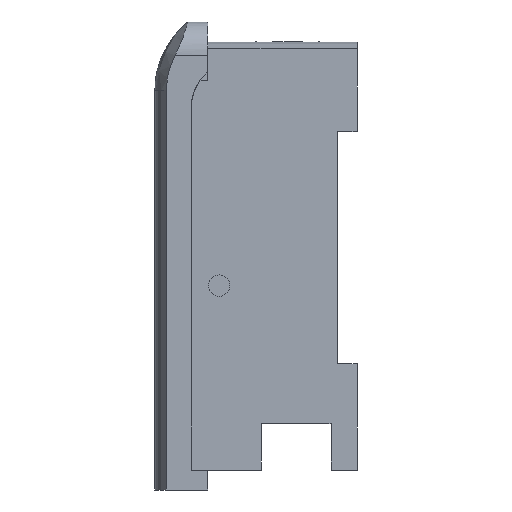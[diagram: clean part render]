
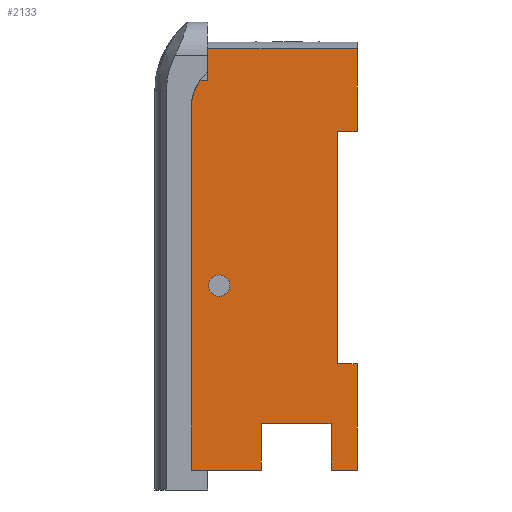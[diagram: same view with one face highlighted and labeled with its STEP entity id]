
A CAD part, left-side view. The second image highlights one B-rep face of the part: STEP entity #2133.
In plain terms, the highlighted planar face has unit normal (-1, 0, 0).
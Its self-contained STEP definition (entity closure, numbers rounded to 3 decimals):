
#28=FACE_BOUND($,#367,.T.);
#127=PLANE($,#2276);
#238=FACE_OUTER_BOUND($,#366,.T.);
#366=EDGE_LOOP($,(#1892,#1893,#1894,#1895,#1896,#1897,#1898,#1899,#1900,
#1901,#1902,#1903,#1904,#1905,#1906));
#367=EDGE_LOOP($,(#1907));
#544=LINE($,#3328,#802);
#607=LINE($,#3460,#865);
#619=LINE($,#3492,#877);
#625=LINE($,#3508,#883);
#626=LINE($,#3510,#884);
#627=LINE($,#3512,#885);
#628=LINE($,#3514,#886);
#629=LINE($,#3516,#887);
#630=LINE($,#3518,#888);
#631=LINE($,#3520,#889);
#632=LINE($,#3522,#890);
#633=LINE($,#3524,#891);
#634=LINE($,#3526,#892);
#635=LINE($,#3527,#893);
#802=VECTOR($,#2570,1.188);
#865=VECTOR($,#2703,54.638);
#877=VECTOR($,#2741,4.781);
#883=VECTOR($,#2757,10.55);
#884=VECTOR($,#2758,7.);
#885=VECTOR($,#2759,10.5);
#886=VECTOR($,#2760,7.);
#887=VECTOR($,#2761,3.95);
#888=VECTOR($,#2762,16.);
#889=VECTOR($,#2763,3.);
#890=VECTOR($,#2764,35.);
#891=VECTOR($,#2765,3.);
#892=VECTOR($,#2766,12.5);
#893=VECTOR($,#2767,22.5);
#941=CIRCLE($,#2274,7.);
#942=CIRCLE($,#2277,1.6);
#1067=VERTEX_POINT($,#3320);
#1070=VERTEX_POINT($,#3326);
#1103=VERTEX_POINT($,#3457);
#1104=VERTEX_POINT($,#3459);
#1111=VERTEX_POINT($,#3491);
#1116=VERTEX_POINT($,#3507);
#1117=VERTEX_POINT($,#3509);
#1118=VERTEX_POINT($,#3511);
#1119=VERTEX_POINT($,#3513);
#1120=VERTEX_POINT($,#3515);
#1121=VERTEX_POINT($,#3517);
#1122=VERTEX_POINT($,#3519);
#1123=VERTEX_POINT($,#3521);
#1124=VERTEX_POINT($,#3523);
#1125=VERTEX_POINT($,#3525);
#1126=VERTEX_POINT($,#3528);
#1305=EDGE_CURVE($,#1067,#1070,#544,.T.);
#1371=EDGE_CURVE($,#1103,#1104,#607,.T.);
#1384=EDGE_CURVE($,#1111,#1067,#619,.T.);
#1387=EDGE_CURVE($,#1070,#1104,#941,.T.);
#1392=EDGE_CURVE($,#1116,#1103,#625,.T.);
#1393=EDGE_CURVE($,#1116,#1117,#626,.T.);
#1394=EDGE_CURVE($,#1117,#1118,#627,.T.);
#1395=EDGE_CURVE($,#1118,#1119,#628,.T.);
#1396=EDGE_CURVE($,#1120,#1119,#629,.T.);
#1397=EDGE_CURVE($,#1121,#1120,#630,.T.);
#1398=EDGE_CURVE($,#1121,#1122,#631,.T.);
#1399=EDGE_CURVE($,#1122,#1123,#632,.T.);
#1400=EDGE_CURVE($,#1123,#1124,#633,.T.);
#1401=EDGE_CURVE($,#1125,#1124,#634,.T.);
#1402=EDGE_CURVE($,#1111,#1125,#635,.T.);
#1403=EDGE_CURVE($,#1126,#1126,#942,.T.);
#1892=ORIENTED_EDGE($,*,*,#1305,.T.);
#1893=ORIENTED_EDGE($,*,*,#1387,.T.);
#1894=ORIENTED_EDGE($,*,*,#1371,.F.);
#1895=ORIENTED_EDGE($,*,*,#1392,.F.);
#1896=ORIENTED_EDGE($,*,*,#1393,.T.);
#1897=ORIENTED_EDGE($,*,*,#1394,.T.);
#1898=ORIENTED_EDGE($,*,*,#1395,.T.);
#1899=ORIENTED_EDGE($,*,*,#1396,.F.);
#1900=ORIENTED_EDGE($,*,*,#1397,.F.);
#1901=ORIENTED_EDGE($,*,*,#1398,.T.);
#1902=ORIENTED_EDGE($,*,*,#1399,.T.);
#1903=ORIENTED_EDGE($,*,*,#1400,.T.);
#1904=ORIENTED_EDGE($,*,*,#1401,.F.);
#1905=ORIENTED_EDGE($,*,*,#1402,.F.);
#1906=ORIENTED_EDGE($,*,*,#1384,.T.);
#1907=ORIENTED_EDGE($,*,*,#1403,.F.);
#2133=ADVANCED_FACE($,(#238,#28),#127,.T.);
#2274=AXIS2_PLACEMENT_3D($,#3497,#2747,#2748);
#2276=AXIS2_PLACEMENT_3D($,#3506,#2755,#2756);
#2277=AXIS2_PLACEMENT_3D($,#3529,#2768,#2769);
#2570=DIRECTION($,(0.,1.,0.));
#2703=DIRECTION($,(0.,0.,1.));
#2741=DIRECTION($,(0.,0.,-1.));
#2747=DIRECTION('center_axis',(-1.,0.,0.));
#2748=DIRECTION('ref_axis',(0.,0.,1.));
#2755=DIRECTION('center_axis',(-1.,0.,0.));
#2756=DIRECTION('ref_axis',(0.,0.,1.));
#2757=DIRECTION($,(0.,1.,0.));
#2758=DIRECTION($,(0.,0.,1.));
#2759=DIRECTION($,(0.,-1.,0.));
#2760=DIRECTION($,(0.,0.,-1.));
#2761=DIRECTION($,(0.,1.,0.));
#2762=DIRECTION($,(0.,0.,-1.));
#2763=DIRECTION($,(0.,1.,0.));
#2764=DIRECTION($,(0.,0.,1.));
#2765=DIRECTION($,(0.,-1.,0.));
#2766=DIRECTION($,(0.,0.,-1.));
#2767=DIRECTION($,(0.,-1.,0.));
#2768=DIRECTION('center_axis',(-1.,0.,0.));
#2769=DIRECTION('ref_axis',(0.,0.,1.));
#3320=CARTESIAN_POINT('',(-5.,19.5,-5.781));
#3326=CARTESIAN_POINT('',(-5.,20.688,-5.781));
#3328=CARTESIAN_POINT($,(-5.,19.5,-5.781));
#3457=CARTESIAN_POINT('',(-5.,22.,-64.5));
#3459=CARTESIAN_POINT('',(-5.,22.,-9.862));
#3460=CARTESIAN_POINT($,(-5.,22.,-64.5));
#3491=CARTESIAN_POINT('',(-5.,19.5,-1.));
#3492=CARTESIAN_POINT($,(-5.,19.5,-1.));
#3497=CARTESIAN_POINT('Origin',(-5.,15.,-9.862));
#3506=CARTESIAN_POINT('Origin',(-5.,22.,0.));
#3507=CARTESIAN_POINT('',(-5.,11.45,-64.5));
#3508=CARTESIAN_POINT($,(-5.,11.45,-64.5));
#3509=CARTESIAN_POINT('',(-5.,11.45,-57.5));
#3510=CARTESIAN_POINT($,(-5.,11.45,-64.5));
#3511=CARTESIAN_POINT('',(-5.,0.95,-57.5));
#3512=CARTESIAN_POINT($,(-5.,11.45,-57.5));
#3513=CARTESIAN_POINT('',(-5.,0.95,-64.5));
#3514=CARTESIAN_POINT($,(-5.,0.95,-57.5));
#3515=CARTESIAN_POINT('',(-5.,-3.,-64.5));
#3516=CARTESIAN_POINT($,(-5.,-3.,-64.5));
#3517=CARTESIAN_POINT('',(-5.,-3.,-48.5));
#3518=CARTESIAN_POINT($,(-5.,-3.,-48.5));
#3519=CARTESIAN_POINT('',(-5.,0.,-48.5));
#3520=CARTESIAN_POINT($,(-5.,-3.,-48.5));
#3521=CARTESIAN_POINT('',(-5.,0.,-13.5));
#3522=CARTESIAN_POINT($,(-5.,0.,-48.5));
#3523=CARTESIAN_POINT('',(-5.,-3.,-13.5));
#3524=CARTESIAN_POINT($,(-5.,0.,-13.5));
#3525=CARTESIAN_POINT('',(-5.,-3.,-1.));
#3526=CARTESIAN_POINT($,(-5.,-3.,-1.));
#3527=CARTESIAN_POINT($,(-5.,19.5,-1.));
#3528=CARTESIAN_POINT('',(-5.,17.8,-35.1));
#3529=CARTESIAN_POINT('Origin',(-5.,17.8,-36.7));
